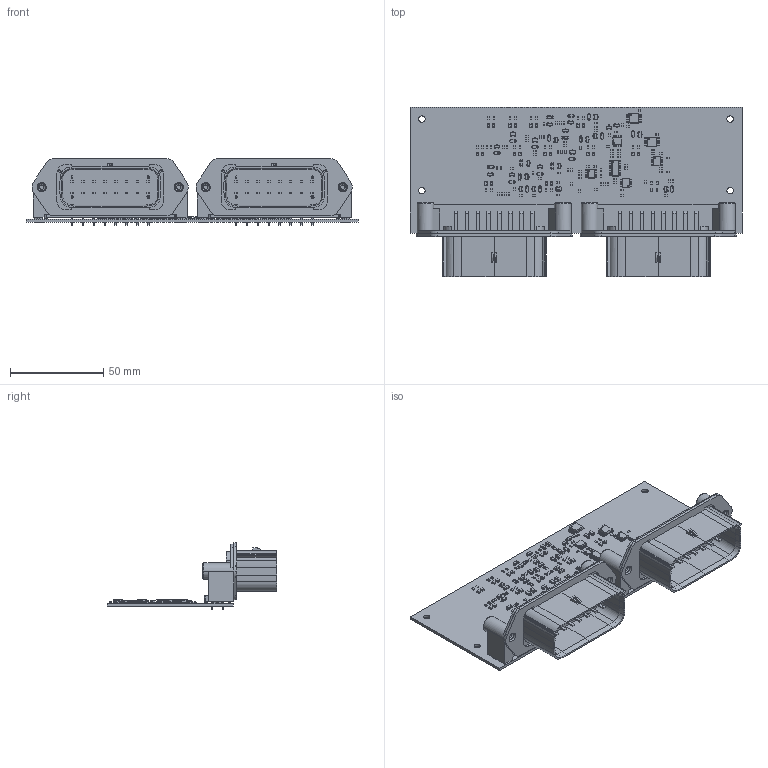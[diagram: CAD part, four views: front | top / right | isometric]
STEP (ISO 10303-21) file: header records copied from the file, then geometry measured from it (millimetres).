
FILE_DESCRIPTION(('KiCad electronic assembly'),'2;1');
FILE_NAME('Shutdown.step','2025-11-22T08:48:40',('Pcbnew'),('Kicad'), 'Open CASCADE STEP processor 7.8','KiCad to STEP converter','Unknown' );
FILE_SCHEMA(('AUTOMOTIVE_DESIGN { 1 0 10303 214 1 1 1 1 }'));
Length unit declared in the file: millimetre
Products named in the file (14): Shutdown 1; R_0603_1608Metric; LED_0805_2012Metric; D_SOD-123; SOT-23-3; SOIC-8_3.9x4.9mm_P1.27mm; 0194270049; SOLID; COMPOUND; C_0603_1608Metric; SOIC-14_3.9x8.7mm_P1.27mm; SOIC-8_5.3x5.3mm_P1.27mm; SOT-23-5; Shutdown_PCB
Assembly tree (188 placements, depth 3):
  Shutdown 1
    R_0603_1608Metric  x94
    LED_0805_2012Metric  x24
    D_SOD-123  x21
    SOT-23-3  x23
    SOIC-8_3.9x4.9mm_P1.27mm  x4
    0194270049  x2
      SOLID
      COMPOUND
    C_0603_1608Metric  x13
    SOIC-14_3.9x8.7mm_P1.27mm
    SOIC-8_5.3x5.3mm_P1.27mm  x2
    SOT-23-5
    Shutdown_PCB
Bounding box: 178.31 x 91.05 x 35.62 mm (x, y, z)
Volume: 58533.2 mm3; surface area: 67969.5 mm2
Topology: 186 solids, 186 shells, 10215 faces, 26543 edges, 16991 vertices
Faces by surface type: plane 6793, cylinder 2213, bspline 1125, cone 56, torus 20, extrusion 8
Full cylindrical faces by diameter (mm): 0.6 x5, 1.524 x32, 3.5 x4, 4.78 x4
Entity records: 67213 total; most frequent: CARTESIAN_POINT 11596, ORIENTED_EDGE 10151, DIRECTION 9644, EDGE_CURVE 5076, VECTOR 3972, LINE 3968, VERTEX_POINT 3274, AXIS2_PLACEMENT_3D 2836
